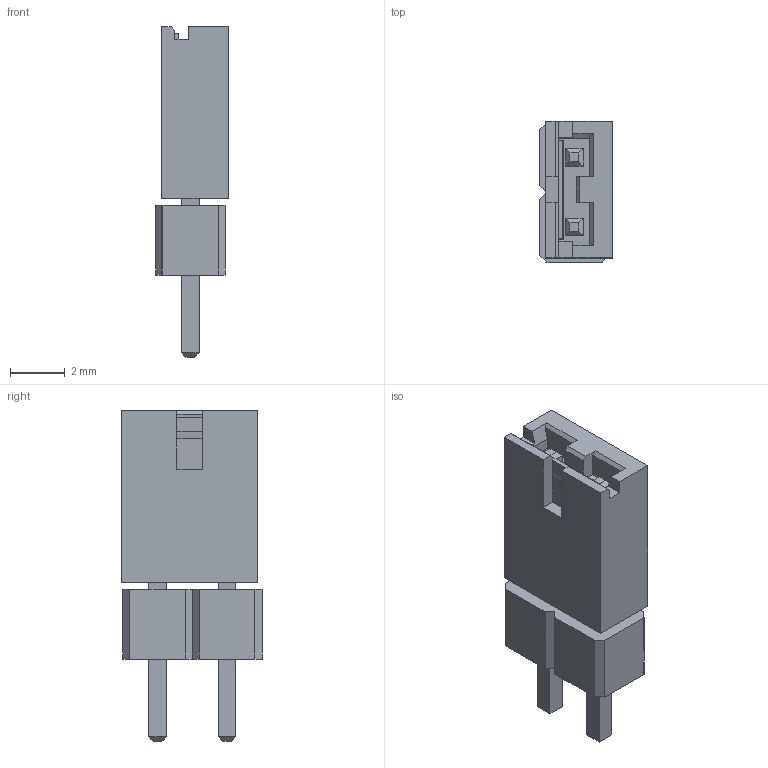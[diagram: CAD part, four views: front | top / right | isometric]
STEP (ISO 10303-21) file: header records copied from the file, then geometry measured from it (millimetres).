
FILE_DESCRIPTION(/* description */ (''),/* implementation_level */ '2;1');
FILE_NAME(/* name */ '382811-8.step',/* time_stamp */ '2019-03-02T22:06:35+01:00',/* author */ ('r.varma'),/* organization */ (''),/* preprocessor_version */ 'ST-DEVELOPER v17.2',/* originating_system */ 'Autodesk Translation Framework v7.6.0.251',/* authorisation */ '');
FILE_SCHEMA (('AUTOMOTIVE_DESIGN { 1 0 10303 214 3 1 1 }'));
Length unit declared in the file: millimetre
Products named in the file (3): 382811-8; PinHeader_1x2_P2.54mm_Vertical; jumper
Assembly tree (2 placements, depth 2):
  382811-8
    PinHeader_1x2_P2.54mm_Vertical
    jumper
Bounding box: 2.66 x 5.14 x 12.06 mm (x, y, z)
Volume: 109.4 mm3; surface area: 245 mm2
Topology: 2 solids, 2 shells, 116 faces, 299 edges, 190 vertices
Faces by surface type: plane 114, cylinder 2
Entity records: 3599 total; most frequent: CARTESIAN_POINT 611, ORIENTED_EDGE 598, DIRECTION 547, EDGE_CURVE 299, LINE 295, VECTOR 295, VERTEX_POINT 190, AXIS2_PLACEMENT_3D 126
